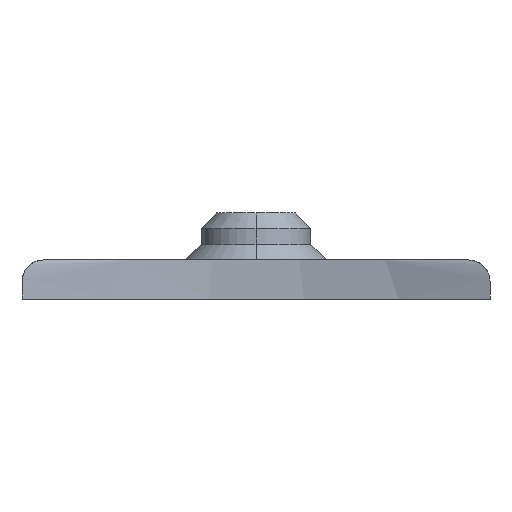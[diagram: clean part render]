
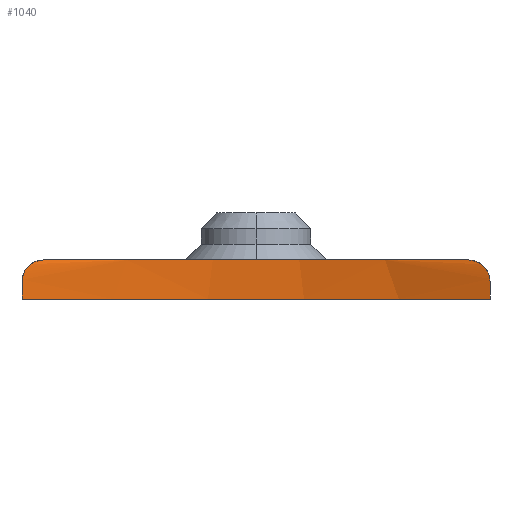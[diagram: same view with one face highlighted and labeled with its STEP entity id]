
A CAD part, left-side view. The second image highlights one B-rep face of the part: STEP entity #1040.
In plain terms, the highlighted cylindrical face has radius 49.53 mm (diameter 99.06 mm), a partial arc.
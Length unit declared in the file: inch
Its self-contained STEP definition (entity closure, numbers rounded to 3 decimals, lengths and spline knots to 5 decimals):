
#52 = CARTESIAN_POINT ( 'NONE',  ( -6.95801, 4.55163, 0.09111 ) ) ;
#310 = EDGE_CURVE ( 'NONE', #4142, #2723, #4324, .T. ) ;
#430 = CARTESIAN_POINT ( 'NONE',  ( -6.93459, 4.49148, 0.125 ) ) ;
#452 = VERTEX_POINT ( 'NONE', #516 ) ;
#453 = CARTESIAN_POINT ( 'NONE',  ( -6.96048, 4.55763, 0.07836 ) ) ;
#516 = CARTESIAN_POINT ( 'NONE',  ( -6.96207, 3.06663, 0.055 ) ) ;
#590 = EDGE_CURVE ( 'NONE', #3003, #2760, #3562, .T. ) ;
#712 = CARTESIAN_POINT ( 'NONE',  ( -6.96207, 4.56148, 0.125 ) ) ;
#729 = DIRECTION ( 'NONE',  ( 0., 0., -1. ) ) ;
#847 = CARTESIAN_POINT ( 'NONE',  ( -6.96186, 4.56098, 0.06461 ) ) ;
#932 = CARTESIAN_POINT ( 'NONE',  ( -6.96207, 3.06663, 0.125 ) ) ;
#996 = ORIENTED_EDGE ( 'NONE', *, *, #310, .F. ) ;
#1040 = ADVANCED_FACE ( 'NONE', ( #2552 ), #2493, .F. ) ;
#1049 = ORIENTED_EDGE ( 'NONE', *, *, #2237, .F. ) ;
#1101 = DIRECTION ( 'NONE',  ( 0., 0., -1. ) ) ;
#1207 = CARTESIAN_POINT ( 'NONE',  ( -8.76314, 3.81406, 0. ) ) ;
#1223 = CARTESIAN_POINT ( 'NONE',  ( -6.94124, 4.50922, 0.12331 ) ) ;
#1242 = CARTESIAN_POINT ( 'NONE',  ( -6.96207, 4.56148, 0.055 ) ) ;
#1365 = B_SPLINE_CURVE_WITH_KNOTS ( 'NONE', 3,
 ( #2873, #2698, #2952, #2966, #2983, #3338, #3009, #3023, #3038, #3045, #3054, #3134, #3143, #3155, #3167, #3177 ),
 .UNSPECIFIED., .F., .F.,
 ( 4, 2, 2, 2, 2, 2, 2, 4 ),
 ( 0., 0.00036, 0.00072, 0.00144, 0.0018, 0.00216, 0.00252, 0.00288 ),
 .UNSPECIFIED. ) ;
#1491 = EDGE_LOOP ( 'NONE', ( #1049, #2296, #996, #1560, #3713, #2447 ) ) ;
#1560 = ORIENTED_EDGE ( 'NONE', *, *, #4462, .T. ) ;
#1638 = CARTESIAN_POINT ( 'NONE',  ( -6.94763, 4.5257, 0.11623 ) ) ;
#1696 = B_SPLINE_CURVE_WITH_KNOTS ( 'NONE', 3,
 ( #430, #2773, #1223, #3770, #1638, #4135, #2057, #4499, #2454, #52, #2786, #453, #3118, #847, #3433, #1242 ),
 .UNSPECIFIED., .F., .F.,
 ( 4, 2, 2, 2, 2, 2, 2, 4 ),
 ( 0., 0.00072, 0.00108, 0.00144, 0.0018, 0.00216, 0.00252, 0.00288 ),
 .UNSPECIFIED. ) ;
#1845 = DIRECTION ( 'NONE',  ( 1., 0., 0. ) ) ;
#1872 = CARTESIAN_POINT ( 'NONE',  ( -6.96207, 3.06663, 0. ) ) ;
#1956 = DIRECTION ( 'NONE',  ( 0., 0., -1. ) ) ;
#2039 = EDGE_CURVE ( 'NONE', #452, #2723, #1365, .T. ) ;
#2057 = CARTESIAN_POINT ( 'NONE',  ( -6.95204, 4.53684, 0.10851 ) ) ;
#2094 = LINE ( 'NONE', #932, #2160 ) ;
#2160 = VECTOR ( 'NONE', #729, 39.37008 ) ;
#2235 = CARTESIAN_POINT ( 'NONE',  ( -6.93459, 4.49148, 0.125 ) ) ;
#2237 = EDGE_CURVE ( 'NONE', #452, #2760, #2094, .T. ) ;
#2296 = ORIENTED_EDGE ( 'NONE', *, *, #2039, .T. ) ;
#2306 = CARTESIAN_POINT ( 'NONE',  ( -6.93459, 3.13663, 0.125 ) ) ;
#2447 = ORIENTED_EDGE ( 'NONE', *, *, #590, .T. ) ;
#2454 = CARTESIAN_POINT ( 'NONE',  ( -6.95587, 4.54638, 0.09868 ) ) ;
#2493 = CYLINDRICAL_SURFACE ( 'NONE', #4518, 1.95 ) ;
#2552 = FACE_OUTER_BOUND ( 'NONE', #1491, .T. ) ;
#2698 = CARTESIAN_POINT ( 'NONE',  ( -6.96207, 3.06663, 0.0598 ) ) ;
#2723 = VERTEX_POINT ( 'NONE', #2306 ) ;
#2760 = VERTEX_POINT ( 'NONE', #1872 ) ;
#2773 = CARTESIAN_POINT ( 'NONE',  ( -6.93792, 4.50047, 0.125 ) ) ;
#2786 = CARTESIAN_POINT ( 'NONE',  ( -6.95896, 4.55393, 0.08696 ) ) ;
#2873 = CARTESIAN_POINT ( 'NONE',  ( -6.96207, 3.06663, 0.055 ) ) ;
#2952 = CARTESIAN_POINT ( 'NONE',  ( -6.96187, 3.06712, 0.0645 ) ) ;
#2966 = CARTESIAN_POINT ( 'NONE',  ( -6.96108, 3.06902, 0.07373 ) ) ;
#2983 = CARTESIAN_POINT ( 'NONE',  ( -6.96048, 3.07046, 0.07831 ) ) ;
#3003 = VERTEX_POINT ( 'NONE', #3813 ) ;
#3009 = CARTESIAN_POINT ( 'NONE',  ( -6.95599, 3.08142, 0.09898 ) ) ;
#3023 = CARTESIAN_POINT ( 'NONE',  ( -6.95206, 3.09122, 0.10847 ) ) ;
#3038 = CARTESIAN_POINT ( 'NONE',  ( -6.95063, 3.09482, 0.11132 ) ) ;
#3045 = CARTESIAN_POINT ( 'NONE',  ( -6.94764, 3.1024, 0.11622 ) ) ;
#3054 = CARTESIAN_POINT ( 'NONE',  ( -6.94609, 3.10637, 0.11828 ) ) ;
#3118 = CARTESIAN_POINT ( 'NONE',  ( -6.96106, 4.55905, 0.07389 ) ) ;
#3134 = CARTESIAN_POINT ( 'NONE',  ( -6.94288, 3.11464, 0.12161 ) ) ;
#3143 = CARTESIAN_POINT ( 'NONE',  ( -6.94122, 3.11898, 0.12288 ) ) ;
#3155 = CARTESIAN_POINT ( 'NONE',  ( -6.93791, 3.12772, 0.12457 ) ) ;
#3167 = CARTESIAN_POINT ( 'NONE',  ( -6.93625, 3.13215, 0.125 ) ) ;
#3177 = CARTESIAN_POINT ( 'NONE',  ( -6.93459, 3.13663, 0.125 ) ) ;
#3187 = VERTEX_POINT ( 'NONE', #4695 ) ;
#3338 = CARTESIAN_POINT ( 'NONE',  ( -6.95821, 3.076, 0.09121 ) ) ;
#3398 = AXIS2_PLACEMENT_3D ( 'NONE', #4205, #4215, #4224 ) ;
#3433 = CARTESIAN_POINT ( 'NONE',  ( -6.96207, 4.56148, 0.0598 ) ) ;
#3562 = CIRCLE ( 'NONE', #3785, 1.95 ) ;
#3713 = ORIENTED_EDGE ( 'NONE', *, *, #4813, .T. ) ;
#3770 = CARTESIAN_POINT ( 'NONE',  ( -6.94608, 4.52174, 0.11828 ) ) ;
#3785 = AXIS2_PLACEMENT_3D ( 'NONE', #1207, #1956, #1845 ) ;
#3813 = CARTESIAN_POINT ( 'NONE',  ( -6.96207, 4.56148, 0. ) ) ;
#4034 = CARTESIAN_POINT ( 'NONE',  ( -8.76314, 3.81406, 0.125 ) ) ;
#4135 = CARTESIAN_POINT ( 'NONE',  ( -6.9506, 4.53324, 0.11136 ) ) ;
#4142 = VERTEX_POINT ( 'NONE', #2235 ) ;
#4161 = DIRECTION ( 'NONE',  ( 0., 0., -1. ) ) ;
#4205 = CARTESIAN_POINT ( 'NONE',  ( -8.76314, 3.81406, 0.125 ) ) ;
#4215 = DIRECTION ( 'NONE',  ( 0., 0., -1. ) ) ;
#4224 = DIRECTION ( 'NONE',  ( 1., 0., 0. ) ) ;
#4324 = CIRCLE ( 'NONE', #3398, 1.95 ) ;
#4462 = EDGE_CURVE ( 'NONE', #4142, #3187, #1696, .T. ) ;
#4483 = DIRECTION ( 'NONE',  ( -1., 0., 0. ) ) ;
#4499 = CARTESIAN_POINT ( 'NONE',  ( -6.95468, 4.54342, 0.10215 ) ) ;
#4518 = AXIS2_PLACEMENT_3D ( 'NONE', #4034, #4161, #4483 ) ;
#4524 = VECTOR ( 'NONE', #1101, 39.37008 ) ;
#4575 = LINE ( 'NONE', #712, #4524 ) ;
#4695 = CARTESIAN_POINT ( 'NONE',  ( -6.96207, 4.56148, 0.055 ) ) ;
#4813 = EDGE_CURVE ( 'NONE', #3187, #3003, #4575, .T. ) ;
